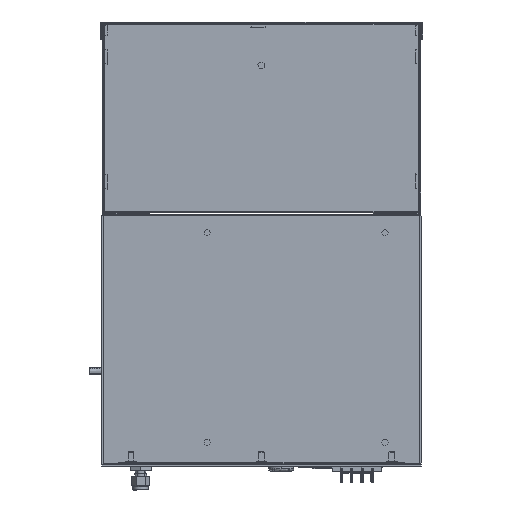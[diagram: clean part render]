
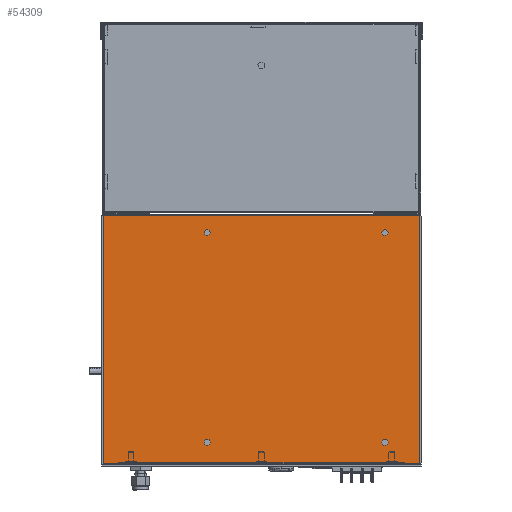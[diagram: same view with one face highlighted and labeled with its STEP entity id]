
A CAD part, front view. The second image highlights one B-rep face of the part: STEP entity #54309.
In plain terms, the highlighted free-form (B-spline) face has degree [1, 1] with [2, 2] control points.
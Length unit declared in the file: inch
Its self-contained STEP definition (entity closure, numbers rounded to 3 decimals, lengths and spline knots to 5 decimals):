
#53834=CARTESIAN_POINT('V2783',(-6.93929,
   -1.65738,-0.65));
#53835=VERTEX_POINT('V2783',#53834);
#53861=CARTESIAN_POINT('E4213',(-6.93929,
   -1.65738,-0.65));
#53862=CARTESIAN_POINT('E4213',(-6.93929,
   -1.65738,-0.83879));
#53863=CARTESIAN_POINT('E4213',(-6.77579,
   -1.65738,-0.7444));
#53864=CARTESIAN_POINT('E4213',(-6.61229,
   -1.65738,-0.65));
#53865=CARTESIAN_POINT('E4213',(-6.77579,
   -1.65738,-0.5556));
#53866=CARTESIAN_POINT('E4213',(-6.93929,
   -1.65738,-0.46121));
#53867=CARTESIAN_POINT('E4213',(-6.93929,
   -1.65738,-0.65));
#53875=(BOUNDED_CURVE()B_SPLINE_CURVE(2,(#53861,#53862,#53863,
   #53864,#53865,#53866,#53867),.CIRCULAR_ARC.,.T.,.U.)
   B_SPLINE_CURVE_WITH_KNOTS((3,2,2,3),(0.0,0.33333,
   0.66667,1.0),.UNSPECIFIED.)CURVE()
   GEOMETRIC_REPRESENTATION_ITEM()RATIONAL_B_SPLINE_CURVE((1.0,
   0.5,1.0,0.5,1.0,0.5,1.0)
   )REPRESENTATION_ITEM('E4213'));
#53876=EDGE_CURVE('E4213',#53835,#53835,#53875,.T.);
#53903=CARTESIAN_POINT('V2784',(-6.93929,
   -1.65738,-8.2));
#53904=VERTEX_POINT('V2784',#53903);
#53930=CARTESIAN_POINT('E4214',(-6.93929,
   -1.65738,-8.2));
#53931=CARTESIAN_POINT('E4214',(-6.93929,
   -1.65738,-8.38879));
#53932=CARTESIAN_POINT('E4214',(-6.77579,
   -1.65738,-8.2944));
#53933=CARTESIAN_POINT('E4214',(-6.61229,
   -1.65738,-8.2));
#53934=CARTESIAN_POINT('E4214',(-6.77579,
   -1.65738,-8.1056));
#53935=CARTESIAN_POINT('E4214',(-6.93929,
   -1.65738,-8.01121));
#53936=CARTESIAN_POINT('E4214',(-6.93929,
   -1.65738,-8.2));
#53944=(BOUNDED_CURVE()B_SPLINE_CURVE(2,(#53930,#53931,#53932,
   #53933,#53934,#53935,#53936),.CIRCULAR_ARC.,.T.,.U.)
   B_SPLINE_CURVE_WITH_KNOTS((3,2,2,3),(0.0,0.33333,
   0.66667,1.0),.UNSPECIFIED.)CURVE()
   GEOMETRIC_REPRESENTATION_ITEM()RATIONAL_B_SPLINE_CURVE((1.0,
   0.5,1.0,0.5,1.0,0.5,1.0)
   )REPRESENTATION_ITEM('E4214'));
#53945=EDGE_CURVE('E4214',#53904,#53904,#53944,.T.);
#53972=CARTESIAN_POINT('V2785',(-0.53529,
   -1.65738,-8.2));
#53973=VERTEX_POINT('V2785',#53972);
#53999=CARTESIAN_POINT('E4215',(-0.53529,
   -1.65738,-8.2));
#54000=CARTESIAN_POINT('E4215',(-0.53529,
   -1.65738,-8.38879));
#54001=CARTESIAN_POINT('E4215',(-0.37179,
   -1.65738,-8.2944));
#54002=CARTESIAN_POINT('E4215',(-0.20829,
   -1.65738,-8.2));
#54003=CARTESIAN_POINT('E4215',(-0.37179,
   -1.65738,-8.1056));
#54004=CARTESIAN_POINT('E4215',(-0.53529,
   -1.65738,-8.01121));
#54005=CARTESIAN_POINT('E4215',(-0.53529,
   -1.65738,-8.2));
#54013=(BOUNDED_CURVE()B_SPLINE_CURVE(2,(#53999,#54000,#54001,
   #54002,#54003,#54004,#54005),.CIRCULAR_ARC.,.T.,.U.)
   B_SPLINE_CURVE_WITH_KNOTS((3,2,2,3),(0.0,0.33333,
   0.66667,1.0),.UNSPECIFIED.)CURVE()
   GEOMETRIC_REPRESENTATION_ITEM()RATIONAL_B_SPLINE_CURVE((1.0,
   0.5,1.0,0.5,1.0,0.5,1.0)
   )REPRESENTATION_ITEM('E4215'));
#54014=EDGE_CURVE('E4215',#53973,#53973,#54013,.T.);
#54041=CARTESIAN_POINT('V2786',(-0.53529,
   -1.65738,-0.65));
#54042=VERTEX_POINT('V2786',#54041);
#54068=CARTESIAN_POINT('E4216',(-0.53529,
   -1.65738,-0.65));
#54069=CARTESIAN_POINT('E4216',(-0.53529,
   -1.65738,-0.83879));
#54070=CARTESIAN_POINT('E4216',(-0.37179,
   -1.65738,-0.7444));
#54071=CARTESIAN_POINT('E4216',(-0.20829,
   -1.65738,-0.65));
#54072=CARTESIAN_POINT('E4216',(-0.37179,
   -1.65738,-0.5556));
#54073=CARTESIAN_POINT('E4216',(-0.53529,
   -1.65738,-0.46121));
#54074=CARTESIAN_POINT('E4216',(-0.53529,
   -1.65738,-0.65));
#54082=(BOUNDED_CURVE()B_SPLINE_CURVE(2,(#54068,#54069,#54070,
   #54071,#54072,#54073,#54074),.CIRCULAR_ARC.,.T.,.U.)
   B_SPLINE_CURVE_WITH_KNOTS((3,2,2,3),(0.0,0.33333,
   0.66667,1.0),.UNSPECIFIED.)CURVE()
   GEOMETRIC_REPRESENTATION_ITEM()RATIONAL_B_SPLINE_CURVE((1.0,
   0.5,1.0,0.5,1.0,0.5,1.0)
   )REPRESENTATION_ITEM('E4216'));
#54083=EDGE_CURVE('E4216',#54042,#54042,#54082,.T.);
#54093=CARTESIAN_POINT('V2790',(-10.58029,
   -1.65738,-9.));
#54094=VERTEX_POINT('V2790',#54093);
#54109=CARTESIAN_POINT('V2789',(-10.02829,
   -1.65738,-9.));
#54110=VERTEX_POINT('V2789',#54109);
#54116=CARTESIAN_POINT('E4219',(-10.02829,
   -1.65738,-9.));
#54117=CARTESIAN_POINT('E4219',(-10.58029,
   -1.65738,-9.));
#54118=QUASI_UNIFORM_CURVE('E4219',1,(#54116,#54117),.POLYLINE_FORM.,
   .F.,.U.);
#54119=EDGE_CURVE('E4219',#54110,#54094,#54118,.T.);
#54129=CARTESIAN_POINT('V2791',(-10.58029,
   -1.65738,-0.048));
#54130=VERTEX_POINT('V2791',#54129);
#54144=CARTESIAN_POINT('E4220',(-10.58029,
   -1.65738,-9.));
#54145=CARTESIAN_POINT('E4220',(-10.58029,
   -1.65738,-0.048));
#54146=QUASI_UNIFORM_CURVE('E4220',1,(#54144,#54145),.POLYLINE_FORM.,
   .F.,.U.);
#54147=EDGE_CURVE('E4220',#54094,#54130,#54146,.T.);
#54157=CARTESIAN_POINT('V2792',(0.82371,-1.65738,
   -0.048));
#54158=VERTEX_POINT('V2792',#54157);
#54172=CARTESIAN_POINT('E4221',(-10.58029,
   -1.65738,-0.048));
#54173=CARTESIAN_POINT('E4221',(0.82371,-1.65738,
   -0.048));
#54174=QUASI_UNIFORM_CURVE('E4221',1,(#54172,#54173),.POLYLINE_FORM.,
   .F.,.U.);
#54175=EDGE_CURVE('E4221',#54130,#54158,#54174,.T.);
#54185=CARTESIAN_POINT('V2793',(0.82371,-1.65738,
   -9.));
#54186=VERTEX_POINT('V2793',#54185);
#54200=CARTESIAN_POINT('E4222',(0.82371,-1.65738,
   -0.048));
#54201=CARTESIAN_POINT('E4222',(0.82371,-1.65738,
   -9.));
#54202=QUASI_UNIFORM_CURVE('E4222',1,(#54200,#54201),.POLYLINE_FORM.,
   .F.,.U.);
#54203=EDGE_CURVE('E4222',#54158,#54186,#54202,.T.);
#54215=CARTESIAN_POINT('V2794',(0.27171,-1.65738,
   -9.));
#54216=VERTEX_POINT('V2794',#54215);
#54228=CARTESIAN_POINT('E4223',(0.82371,-1.65738,
   -9.));
#54229=CARTESIAN_POINT('E4223',(0.27171,-1.65738,
   -9.));
#54230=QUASI_UNIFORM_CURVE('E4223',1,(#54228,#54229),.POLYLINE_FORM.,
   .F.,.U.);
#54231=EDGE_CURVE('E4223',#54186,#54216,#54230,.T.);
#54241=CARTESIAN_POINT('V2787',(0.27171,-1.65738,
   -8.944));
#54242=VERTEX_POINT('V2787',#54241);
#54264=CARTESIAN_POINT('E4224',(0.27171,-1.65738,
   -9.));
#54265=CARTESIAN_POINT('E4224',(0.27171,-1.65738,
   -8.944));
#54266=QUASI_UNIFORM_CURVE('E4224',1,(#54264,#54265),.POLYLINE_FORM.,
   .F.,.U.);
#54267=EDGE_CURVE('E4224',#54216,#54242,#54266,.T.);
#54272=CARTESIAN_POINT('F1487',(0.82489,-1.65738,
   -0.04682));
#54273=CARTESIAN_POINT('F1487',(0.82489,-1.65738,
   -9.00118));
#54274=CARTESIAN_POINT('F1487',(-10.58147,
   -1.65738,-0.04682));
#54275=CARTESIAN_POINT('F1487',(-10.58147,
   -1.65738,-9.00118));
#54276=B_SPLINE_SURFACE_WITH_KNOTS('F1487',1,1,((#54272,#54274),(
   #54273,#54275)),.PLANE_SURF.,.F.,.F.,.U.,(2,2),(2,2),(0.0,1.0),
   (0.0,1.27383),.UNSPECIFIED.);
#54277=ORIENTED_EDGE('F1531',*,*,#54267,.F.);
#54278=ORIENTED_EDGE('F1525',*,*,#54231,.F.);
#54279=ORIENTED_EDGE('F1526',*,*,#54203,.F.);
#54280=ORIENTED_EDGE('F1527',*,*,#54175,.F.);
#54281=ORIENTED_EDGE('F1528',*,*,#54147,.F.);
#54282=ORIENTED_EDGE('F1529',*,*,#54119,.F.);
#54283=CARTESIAN_POINT('V2788',(-10.02829,
   -1.65738,-8.944));
#54284=VERTEX_POINT('V2788',#54283);
#54285=CARTESIAN_POINT('E4218',(-10.02829,
   -1.65738,-8.944));
#54286=CARTESIAN_POINT('E4218',(-10.02829,
   -1.65738,-9.));
#54287=QUASI_UNIFORM_CURVE('E4218',1,(#54285,#54286),.POLYLINE_FORM.,
   .F.,.U.);
#54288=EDGE_CURVE('E4218',#54284,#54110,#54287,.T.);
#54289=ORIENTED_EDGE('E4218',*,*,#54288,.F.);
#54290=CARTESIAN_POINT('E4217',(0.27171,-1.65738,
   -8.944));
#54291=CARTESIAN_POINT('E4217',(-10.02829,
   -1.65738,-8.944));
#54292=QUASI_UNIFORM_CURVE('E4217',1,(#54290,#54291),.POLYLINE_FORM.,
   .F.,.U.);
#54293=EDGE_CURVE('E4217',#54242,#54284,#54292,.T.);
#54294=ORIENTED_EDGE('E4217',*,*,#54293,.F.);
#54295=EDGE_LOOP('F1487',(#54277,#54278,#54279,#54280,#54281,#54282,
   #54289,#54294));
#54296=FACE_OUTER_BOUND('F1487',#54295,.T.);
#54297=ORIENTED_EDGE('F1497',*,*,#54083,.F.);
#54298=EDGE_LOOP('F1487',(#54297));
#54299=FACE_BOUND('F1487',#54298,.T.);
#54300=ORIENTED_EDGE('F1496',*,*,#54014,.F.);
#54301=EDGE_LOOP('F1487',(#54300));
#54302=FACE_BOUND('F1487',#54301,.T.);
#54303=ORIENTED_EDGE('F1495',*,*,#53945,.F.);
#54304=EDGE_LOOP('F1487',(#54303));
#54305=FACE_BOUND('F1487',#54304,.T.);
#54306=ORIENTED_EDGE('F1494',*,*,#53876,.F.);
#54307=EDGE_LOOP('F1487',(#54306));
#54308=FACE_BOUND('F1487',#54307,.T.);
#54309=ADVANCED_FACE('F1487',(#54296,#54299,#54302,#54305,#54308),
   #54276,.F.);
